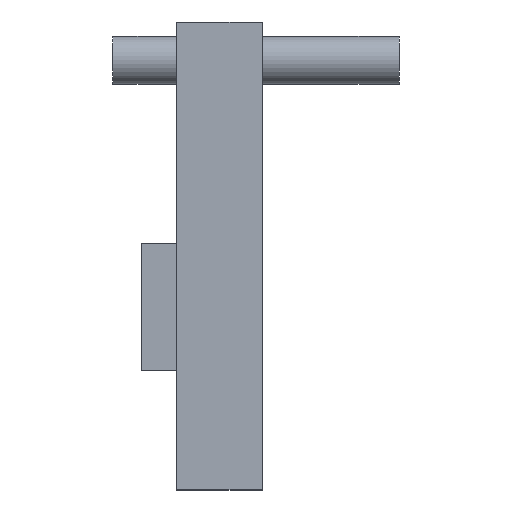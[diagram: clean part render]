
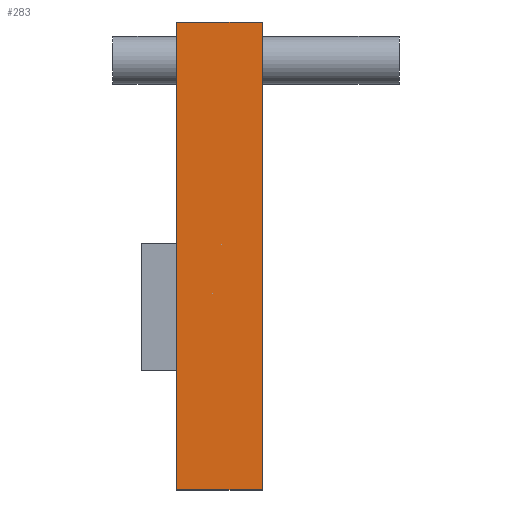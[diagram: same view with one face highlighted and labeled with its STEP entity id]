
A CAD part, left-side view. The second image highlights one B-rep face of the part: STEP entity #283.
In plain terms, the highlighted planar face has unit normal (-1, 0, 0).
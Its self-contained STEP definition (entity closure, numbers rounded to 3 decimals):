
#1 = VERTEX_POINT ( 'NONE', #1990 ) ;
#3 = DIRECTION ( 'NONE',  ( 0., -1., 0. ) ) ;
#68 = VERTEX_POINT ( 'NONE', #1978 ) ;
#281 = VECTOR ( 'NONE', #1533, 1000. ) ;
#283 = ADVANCED_FACE ( 'NONE', ( #1649 ), #386, .F. ) ;
#315 = EDGE_CURVE ( 'NONE', #68, #1, #1822, .T. ) ;
#324 = LINE ( 'NONE', #935, #856 ) ;
#386 = PLANE ( 'NONE',  #1871 ) ;
#597 = LINE ( 'NONE', #1200, #281 ) ;
#619 = LINE ( 'NONE', #1345, #1576 ) ;
#636 = ORIENTED_EDGE ( 'NONE', *, *, #1845, .F. ) ;
#796 = DIRECTION ( 'NONE',  ( 0., 0., 1. ) ) ;
#828 = ORIENTED_EDGE ( 'NONE', *, *, #1867, .T. ) ;
#856 = VECTOR ( 'NONE', #1672, 1000. ) ;
#935 = CARTESIAN_POINT ( 'NONE',  ( -10.05, 2.7, -7.35 ) ) ;
#1113 = CARTESIAN_POINT ( 'NONE',  ( -10.05, 0., -7.35 ) ) ;
#1200 = CARTESIAN_POINT ( 'NONE',  ( -10.05, 0., 7.35 ) ) ;
#1232 = DIRECTION ( 'NONE',  ( 0., 0., -1. ) ) ;
#1268 = EDGE_LOOP ( 'NONE', ( #828, #636, #1686, #1353 ) ) ;
#1345 = CARTESIAN_POINT ( 'NONE',  ( -10.05, 2.7, 7.35 ) ) ;
#1349 = DIRECTION ( 'NONE',  ( 1., 0., 0. ) ) ;
#1353 = ORIENTED_EDGE ( 'NONE', *, *, #1381, .T. ) ;
#1371 = CARTESIAN_POINT ( 'NONE',  ( -10.05, 2.7, 7.35 ) ) ;
#1379 = CARTESIAN_POINT ( 'NONE',  ( -10.05, 0., 7.35 ) ) ;
#1381 = EDGE_CURVE ( 'NONE', #68, #1544, #324, .T. ) ;
#1384 = VECTOR ( 'NONE', #796, 1000. ) ;
#1533 = DIRECTION ( 'NONE',  ( 0., 0., 1. ) ) ;
#1544 = VERTEX_POINT ( 'NONE', #1113 ) ;
#1576 = VECTOR ( 'NONE', #3, 1000. ) ;
#1649 = FACE_OUTER_BOUND ( 'NONE', #1268, .T. ) ;
#1672 = DIRECTION ( 'NONE',  ( 0., -1., 0. ) ) ;
#1686 = ORIENTED_EDGE ( 'NONE', *, *, #315, .F. ) ;
#1790 = VERTEX_POINT ( 'NONE', #1379 ) ;
#1822 = LINE ( 'NONE', #1979, #1384 ) ;
#1845 = EDGE_CURVE ( 'NONE', #1, #1790, #619, .T. ) ;
#1867 = EDGE_CURVE ( 'NONE', #1544, #1790, #597, .T. ) ;
#1871 = AXIS2_PLACEMENT_3D ( 'NONE', #1371, #1349, #1232 ) ;
#1978 = CARTESIAN_POINT ( 'NONE',  ( -10.05, 2.7, -7.35 ) ) ;
#1979 = CARTESIAN_POINT ( 'NONE',  ( -10.05, 2.7, 7.35 ) ) ;
#1990 = CARTESIAN_POINT ( 'NONE',  ( -10.05, 2.7, 7.35 ) ) ;
